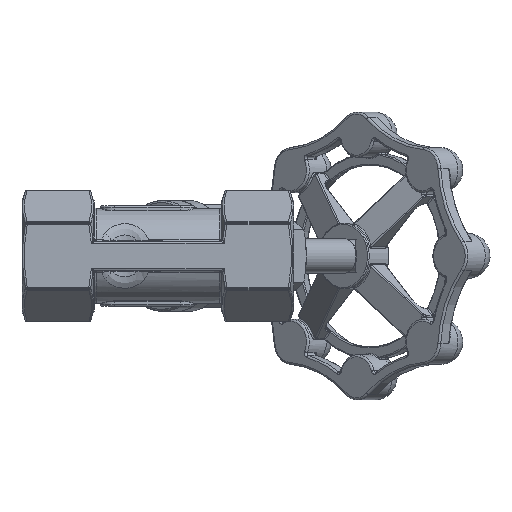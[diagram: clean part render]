
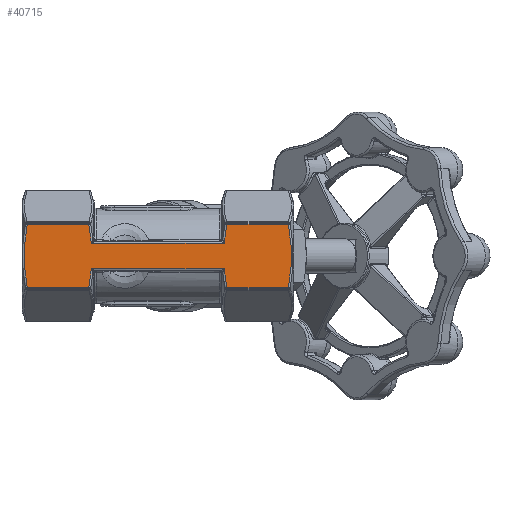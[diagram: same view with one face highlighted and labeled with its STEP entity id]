
A CAD part, front view. The second image highlights one B-rep face of the part: STEP entity #40715.
In plain terms, the highlighted planar face has unit normal (0, -1, 0).
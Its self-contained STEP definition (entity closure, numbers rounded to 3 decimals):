
#1314 = CARTESIAN_POINT ( 'NONE',  ( 0., -14., -7.668 ) ) ;
#1315 = DIRECTION ( 'NONE',  ( 1., 0., 0. ) ) ;
#2194 = CARTESIAN_POINT ( 'NONE',  ( 0., -14., 7.668 ) ) ;
#2195 = DIRECTION ( 'NONE',  ( -1., 0., 0. ) ) ;
#6072 = VERTEX_POINT ( 'NONE', #9820 ) ;
#6074 = VERTEX_POINT ( 'NONE', #9822 ) ;
#6092 = VERTEX_POINT ( 'NONE', #9840 ) ;
#6115 = VERTEX_POINT ( 'NONE', #9868 ) ;
#6187 = VERTEX_POINT ( 'NONE', #39338 ) ;
#6206 = VERTEX_POINT ( 'NONE', #39366 ) ;
#6286 = VERTEX_POINT ( 'NONE', #9981 ) ;
#6296 = VERTEX_POINT ( 'NONE', #9991 ) ;
#7035 = CARTESIAN_POINT ( 'NONE',  ( 0., -14., 3.1 ) ) ;
#7036 = DIRECTION ( 'NONE',  ( -1., 0., 0. ) ) ;
#7076 = CARTESIAN_POINT ( 'NONE',  ( 0., -14., -7.668 ) ) ;
#7077 = DIRECTION ( 'NONE',  ( 1., 0., 0. ) ) ;
#9820 = CARTESIAN_POINT ( 'NONE',  ( 64.731, -14., 7.668 ) ) ;
#9822 = CARTESIAN_POINT ( 'NONE',  ( 1.269, -14., 7.668 ) ) ;
#9840 = CARTESIAN_POINT ( 'NONE',  ( 64.731, -14., -7.668 ) ) ;
#9868 = CARTESIAN_POINT ( 'NONE',  ( 49.16, -14., 3.1 ) ) ;
#9981 = CARTESIAN_POINT ( 'NONE',  ( 16.231, -14., 7.668 ) ) ;
#9991 = CARTESIAN_POINT ( 'NONE',  ( 49.769, -14., -7.668 ) ) ;
#11405 = VECTOR ( 'NONE', #7036, 1000. ) ;
#11959 = LINE ( 'NONE', #7035, #11405 ) ;
#12683 = ORIENTED_EDGE ( 'NONE', *, *, #30585, .T. ) ;
#12724 = ORIENTED_EDGE ( 'NONE', *, *, #24696, .T. ) ;
#12765 = ORIENTED_EDGE ( 'NONE', *, *, #24715, .T. ) ;
#12794 = ORIENTED_EDGE ( 'NONE', *, *, #24617, .T. ) ;
#12874 = ORIENTED_EDGE ( 'NONE', *, *, #35871, .T. ) ;
#12900 = ORIENTED_EDGE ( 'NONE', *, *, #35898, .T. ) ;
#12924 = ORIENTED_EDGE ( 'NONE', *, *, #35642, .T. ) ;
#13022 = ORIENTED_EDGE ( 'NONE', *, *, #35537, .T. ) ;
#13105 = ORIENTED_EDGE ( 'NONE', *, *, #30855, .T. ) ;
#13154 = ORIENTED_EDGE ( 'NONE', *, *, #24994, .T. ) ;
#13234 = ORIENTED_EDGE ( 'NONE', *, *, #24690, .T. ) ;
#13325 = ORIENTED_EDGE ( 'NONE', *, *, #35719, .T. ) ;
#14660 = CARTESIAN_POINT ( 'NONE',  ( 64.731, -14., -7.668 ) ) ;
#14662 = CARTESIAN_POINT ( 'NONE',  ( 64.959, -14., -6.4 ) ) ;
#14663 = CARTESIAN_POINT ( 'NONE',  ( 65.144, -14., -5.128 ) ) ;
#14664 = CARTESIAN_POINT ( 'NONE',  ( 65.399, -14., -2.573 ) ) ;
#14665 = CARTESIAN_POINT ( 'NONE',  ( 65.468, -14., -1.29 ) ) ;
#14666 = CARTESIAN_POINT ( 'NONE',  ( 65.468, -14., 1.29 ) ) ;
#14668 = CARTESIAN_POINT ( 'NONE',  ( 65.399, -14., 2.573 ) ) ;
#14669 = CARTESIAN_POINT ( 'NONE',  ( 65.144, -14., 5.128 ) ) ;
#14671 = CARTESIAN_POINT ( 'NONE',  ( 64.959, -14., 6.4 ) ) ;
#14672 = CARTESIAN_POINT ( 'NONE',  ( 64.731, -14., 7.668 ) ) ;
#14815 = LINE ( 'NONE', #44834, #14818 ) ;
#14818 = VECTOR ( 'NONE', #44835, 1000. ) ;
#16857 = B_SPLINE_CURVE_WITH_KNOTS ( 'NONE', 3,
 ( #14660, #14662, #14663, #14664, #14665, #14666, #14668, #14669, #14671, #14672 ),
 .UNSPECIFIED., .F., .F.,
 ( 4, 2, 2, 2, 4 ),
 ( 0., 0.004, 0.008, 0.012, 0.015 ),
 .UNSPECIFIED. ) ;
#16887 = B_SPLINE_CURVE_WITH_KNOTS ( 'NONE', 3,
 ( #64560, #65046, #65459, #64794 ),
 .UNSPECIFIED., .F., .F.,
 ( 4, 4 ),
 ( 0., 0.005 ),
 .UNSPECIFIED. ) ;
#16890 = B_SPLINE_CURVE_WITH_KNOTS ( 'NONE', 3,
 ( #65313, #64912, #64373, #64688 ),
 .UNSPECIFIED., .F., .F.,
 ( 4, 4 ),
 ( 0., 0.005 ),
 .UNSPECIFIED. ) ;
#16901 = B_SPLINE_CURVE_WITH_KNOTS ( 'NONE', 3,
 ( #65544, #65497, #64671, #65163, #65000, #64569, #64740, #64947, #64469, #64435 ),
 .UNSPECIFIED., .F., .F.,
 ( 4, 2, 2, 2, 4 ),
 ( 0., 0.004, 0.008, 0.012, 0.015 ),
 .UNSPECIFIED. ) ;
#17042 = B_SPLINE_CURVE_WITH_KNOTS ( 'NONE', 3,
 ( #60973, #60972, #60971, #60970 ),
 .UNSPECIFIED., .F., .F.,
 ( 4, 4 ),
 ( 0., 0.005 ),
 .UNSPECIFIED. ) ;
#18960 = LINE ( 'NONE', #45128, #18962 ) ;
#18962 = VECTOR ( 'NONE', #45129, 1000. ) ;
#24617 = EDGE_CURVE ( 'NONE', #6092, #6072, #16857, .T. ) ;
#24690 = EDGE_CURVE ( 'NONE', #6187, #6296, #16887, .T. ) ;
#24696 = EDGE_CURVE ( 'NONE', #52788, #6206, #16890, .T. ) ;
#24715 = EDGE_CURVE ( 'NONE', #6074, #52864, #16901, .T. ) ;
#24994 = EDGE_CURVE ( 'NONE', #52797, #6286, #17042, .T. ) ;
#26203 = DIRECTION ( 'NONE',  ( 0., 0., -1. ) ) ;
#26204 = DIRECTION ( 'NONE',  ( 0., -1., 0. ) ) ;
#26231 = CARTESIAN_POINT ( 'NONE',  ( 0., -14., -16.001 ) ) ;
#26232 = PLANE ( 'NONE',  #50040 ) ;
#26693 = VECTOR ( 'NONE', #1315, 1000. ) ;
#26786 = LINE ( 'NONE', #1314, #26693 ) ;
#30161 = CARTESIAN_POINT ( 'NONE',  ( 16.231, -14., -7.668 ) ) ;
#30167 = CARTESIAN_POINT ( 'NONE',  ( 16.84, -14., 3.1 ) ) ;
#30227 = CARTESIAN_POINT ( 'NONE',  ( 1.269, -14., -7.668 ) ) ;
#30229 = CARTESIAN_POINT ( 'NONE',  ( 49.769, -14., 7.668 ) ) ;
#30585 = EDGE_CURVE ( 'NONE', #52864, #52788, #26786, .T. ) ;
#30855 = EDGE_CURVE ( 'NONE', #6286, #6074, #48245, .T. ) ;
#30992 = LINE ( 'NONE', #7076, #30994 ) ;
#30994 = VECTOR ( 'NONE', #7077, 1000. ) ;
#31050 = FACE_OUTER_BOUND ( 'NONE', #67282, .T. ) ;
#35537 = EDGE_CURVE ( 'NONE', #52867, #6115, #46482, .T. ) ;
#35642 = EDGE_CURVE ( 'NONE', #6072, #52867, #14815, .T. ) ;
#35719 = EDGE_CURVE ( 'NONE', #6206, #6187, #18960, .T. ) ;
#35871 = EDGE_CURVE ( 'NONE', #6115, #52797, #11959, .T. ) ;
#35898 = EDGE_CURVE ( 'NONE', #6296, #6092, #30992, .T. ) ;
#39338 = CARTESIAN_POINT ( 'NONE',  ( 49.16, -14., -3.1 ) ) ;
#39366 = CARTESIAN_POINT ( 'NONE',  ( 16.84, -14., -3.1 ) ) ;
#40715 = ADVANCED_FACE ( 'NONE', ( #31050 ), #26232, .T. ) ;
#44430 = CARTESIAN_POINT ( 'NONE',  ( 49.769, -14., 7.668 ) ) ;
#44431 = CARTESIAN_POINT ( 'NONE',  ( 49.497, -14., 6.155 ) ) ;
#44432 = CARTESIAN_POINT ( 'NONE',  ( 49.285, -14., 4.632 ) ) ;
#44433 = CARTESIAN_POINT ( 'NONE',  ( 49.16, -14., 3.1 ) ) ;
#44834 = CARTESIAN_POINT ( 'NONE',  ( 0., -14., 7.668 ) ) ;
#44835 = DIRECTION ( 'NONE',  ( -1., 0., 0. ) ) ;
#45128 = CARTESIAN_POINT ( 'NONE',  ( 0., -14., -3.1 ) ) ;
#45129 = DIRECTION ( 'NONE',  ( 1., 0., 0. ) ) ;
#46482 = B_SPLINE_CURVE_WITH_KNOTS ( 'NONE', 3,
 ( #44430, #44431, #44432, #44433 ),
 .UNSPECIFIED., .F., .F.,
 ( 4, 4 ),
 ( 0., 0.005 ),
 .UNSPECIFIED. ) ;
#48245 = LINE ( 'NONE', #2194, #48246 ) ;
#48246 = VECTOR ( 'NONE', #2195, 1000. ) ;
#50040 = AXIS2_PLACEMENT_3D ( 'NONE', #26231, #26204, #26203 ) ;
#52788 = VERTEX_POINT ( 'NONE', #30161 ) ;
#52797 = VERTEX_POINT ( 'NONE', #30167 ) ;
#52864 = VERTEX_POINT ( 'NONE', #30227 ) ;
#52867 = VERTEX_POINT ( 'NONE', #30229 ) ;
#60970 = CARTESIAN_POINT ( 'NONE',  ( 16.231, -14., 7.668 ) ) ;
#60971 = CARTESIAN_POINT ( 'NONE',  ( 16.503, -14., 6.155 ) ) ;
#60972 = CARTESIAN_POINT ( 'NONE',  ( 16.715, -14., 4.632 ) ) ;
#60973 = CARTESIAN_POINT ( 'NONE',  ( 16.84, -14., 3.1 ) ) ;
#64373 = CARTESIAN_POINT ( 'NONE',  ( 16.715, -14., -4.632 ) ) ;
#64435 = CARTESIAN_POINT ( 'NONE',  ( 1.269, -14., -7.668 ) ) ;
#64469 = CARTESIAN_POINT ( 'NONE',  ( 1.041, -14., -6.4 ) ) ;
#64560 = CARTESIAN_POINT ( 'NONE',  ( 49.16, -14., -3.1 ) ) ;
#64569 = CARTESIAN_POINT ( 'NONE',  ( 0.532, -14., -1.29 ) ) ;
#64671 = CARTESIAN_POINT ( 'NONE',  ( 0.856, -14., 5.128 ) ) ;
#64688 = CARTESIAN_POINT ( 'NONE',  ( 16.84, -14., -3.1 ) ) ;
#64740 = CARTESIAN_POINT ( 'NONE',  ( 0.601, -14., -2.573 ) ) ;
#64794 = CARTESIAN_POINT ( 'NONE',  ( 49.769, -14., -7.668 ) ) ;
#64912 = CARTESIAN_POINT ( 'NONE',  ( 16.503, -14., -6.155 ) ) ;
#64947 = CARTESIAN_POINT ( 'NONE',  ( 0.856, -14., -5.128 ) ) ;
#65000 = CARTESIAN_POINT ( 'NONE',  ( 0.532, -14., 1.29 ) ) ;
#65046 = CARTESIAN_POINT ( 'NONE',  ( 49.285, -14., -4.632 ) ) ;
#65163 = CARTESIAN_POINT ( 'NONE',  ( 0.601, -14., 2.573 ) ) ;
#65313 = CARTESIAN_POINT ( 'NONE',  ( 16.231, -14., -7.668 ) ) ;
#65459 = CARTESIAN_POINT ( 'NONE',  ( 49.497, -14., -6.155 ) ) ;
#65497 = CARTESIAN_POINT ( 'NONE',  ( 1.041, -14., 6.4 ) ) ;
#65544 = CARTESIAN_POINT ( 'NONE',  ( 1.269, -14., 7.668 ) ) ;
#67282 = EDGE_LOOP ( 'NONE', ( #12924, #13022, #12874, #13154, #13105, #12765, #12683, #12724, #13325, #13234, #12900, #12794 ) ) ;
